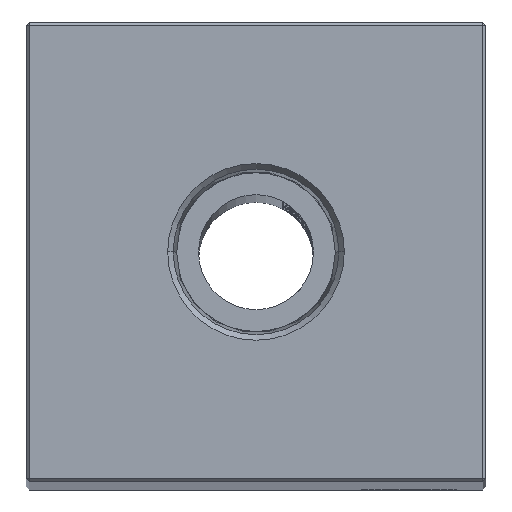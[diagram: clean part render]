
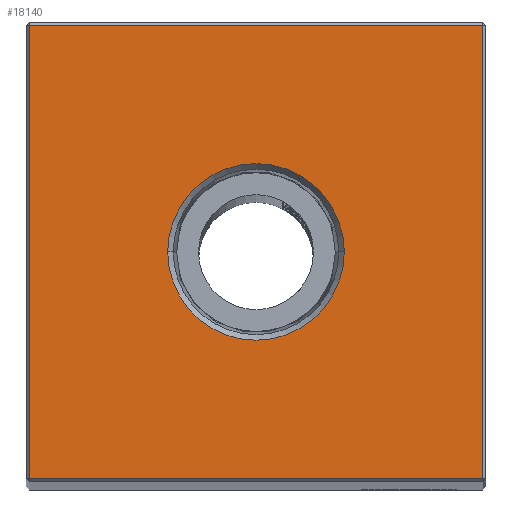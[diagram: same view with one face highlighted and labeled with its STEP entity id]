
A CAD part, top view. The second image highlights one B-rep face of the part: STEP entity #18140.
In plain terms, the highlighted planar face has unit normal (0, 0, 1).
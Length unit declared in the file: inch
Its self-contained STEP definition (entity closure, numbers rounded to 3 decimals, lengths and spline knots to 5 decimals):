
#100 = CIRCLE ( 'NONE', #29845, 0.288 ) ;
#129 = CARTESIAN_POINT ( 'NONE',  ( -0.74, 0., 15.25 ) ) ;
#153 = CARTESIAN_POINT ( 'NONE',  ( 0., 0., 15.25 ) ) ;
#1393 = VECTOR ( 'NONE', #25709, 39.37008 ) ;
#2210 = LINE ( 'NONE', #15213, #1393 ) ;
#2589 = CARTESIAN_POINT ( 'NONE',  ( 0.74, 0.74, 15.25 ) ) ;
#2739 = DIRECTION ( 'NONE',  ( 1., 0., 0. ) ) ;
#3860 = CARTESIAN_POINT ( 'NONE',  ( 0., 0., 15.25 ) ) ;
#5734 = AXIS2_PLACEMENT_3D ( 'NONE', #153, #18229, #2739 ) ;
#6455 = DIRECTION ( 'NONE',  ( -1., 0., 0. ) ) ;
#6849 = FACE_OUTER_BOUND ( 'NONE', #18170, .T. ) ;
#6914 = LINE ( 'NONE', #129, #20714 ) ;
#6989 = EDGE_CURVE ( 'NONE', #33643, #21381, #21591, .T. ) ;
#7951 = DIRECTION ( 'NONE',  ( 0., -1., 0. ) ) ;
#7972 = ORIENTED_EDGE ( 'NONE', *, *, #18953, .T. ) ;
#8014 = CARTESIAN_POINT ( 'NONE',  ( -0.74, -0.74, 15.25 ) ) ;
#9271 = DIRECTION ( 'NONE',  ( -1., 0., 0. ) ) ;
#9399 = CARTESIAN_POINT ( 'NONE',  ( -0.288, 0., 15.25 ) ) ;
#10380 = CARTESIAN_POINT ( 'NONE',  ( 0.288, 0., 15.25 ) ) ;
#10567 = VECTOR ( 'NONE', #9271, 39.37008 ) ;
#11806 = DIRECTION ( 'NONE',  ( 0., 0., 1. ) ) ;
#13696 = FACE_BOUND ( 'NONE', #27949, .T. ) ;
#14107 = VERTEX_POINT ( 'NONE', #9399 ) ;
#14610 = ORIENTED_EDGE ( 'NONE', *, *, #21765, .T. ) ;
#15213 = CARTESIAN_POINT ( 'NONE',  ( 0.74, 0., 15.25 ) ) ;
#17181 = VERTEX_POINT ( 'NONE', #20374 ) ;
#17459 = EDGE_CURVE ( 'NONE', #14107, #20414, #100, .T. ) ;
#17838 = CARTESIAN_POINT ( 'NONE',  ( 0., -0.74, 15.25 ) ) ;
#18140 = ADVANCED_FACE ( 'NONE', ( #6849, #13696 ), #24504, .F. ) ;
#18170 = EDGE_LOOP ( 'NONE', ( #20109, #7972, #14610, #21418 ) ) ;
#18229 = DIRECTION ( 'NONE',  ( 0., 0., 1. ) ) ;
#18280 = VECTOR ( 'NONE', #33485, 39.37008 ) ;
#18953 = EDGE_CURVE ( 'NONE', #32593, #17181, #33007, .T. ) ;
#20109 = ORIENTED_EDGE ( 'NONE', *, *, #28533, .T. ) ;
#20374 = CARTESIAN_POINT ( 'NONE',  ( 0.74, -0.74, 15.25 ) ) ;
#20414 = VERTEX_POINT ( 'NONE', #10380 ) ;
#20714 = VECTOR ( 'NONE', #7951, 39.37008 ) ;
#21381 = VERTEX_POINT ( 'NONE', #26480 ) ;
#21418 = ORIENTED_EDGE ( 'NONE', *, *, #6989, .T. ) ;
#21591 = LINE ( 'NONE', #24884, #10567 ) ;
#21765 = EDGE_CURVE ( 'NONE', #17181, #33643, #2210, .T. ) ;
#21978 = AXIS2_PLACEMENT_3D ( 'NONE', #3860, #21995, #6455 ) ;
#21995 = DIRECTION ( 'NONE',  ( 0., 0., -1. ) ) ;
#22261 = CIRCLE ( 'NONE', #5734, 0.288 ) ;
#23189 = ORIENTED_EDGE ( 'NONE', *, *, #25965, .F. ) ;
#24504 = PLANE ( 'NONE',  #21978 ) ;
#24884 = CARTESIAN_POINT ( 'NONE',  ( 0., 0.74, 15.25 ) ) ;
#25709 = DIRECTION ( 'NONE',  ( 0., 1., 0. ) ) ;
#25965 = EDGE_CURVE ( 'NONE', #20414, #14107, #22261, .T. ) ;
#26480 = CARTESIAN_POINT ( 'NONE',  ( -0.74, 0.74, 15.25 ) ) ;
#27419 = CARTESIAN_POINT ( 'NONE',  ( 0., 0., 15.25 ) ) ;
#27812 = ORIENTED_EDGE ( 'NONE', *, *, #17459, .F. ) ;
#27949 = EDGE_LOOP ( 'NONE', ( #23189, #27812 ) ) ;
#28533 = EDGE_CURVE ( 'NONE', #21381, #32593, #6914, .T. ) ;
#29845 = AXIS2_PLACEMENT_3D ( 'NONE', #27419, #11806, #30068 ) ;
#30068 = DIRECTION ( 'NONE',  ( 1., 0., 0. ) ) ;
#32593 = VERTEX_POINT ( 'NONE', #8014 ) ;
#33007 = LINE ( 'NONE', #17838, #18280 ) ;
#33485 = DIRECTION ( 'NONE',  ( 1., 0., 0. ) ) ;
#33643 = VERTEX_POINT ( 'NONE', #2589 ) ;
